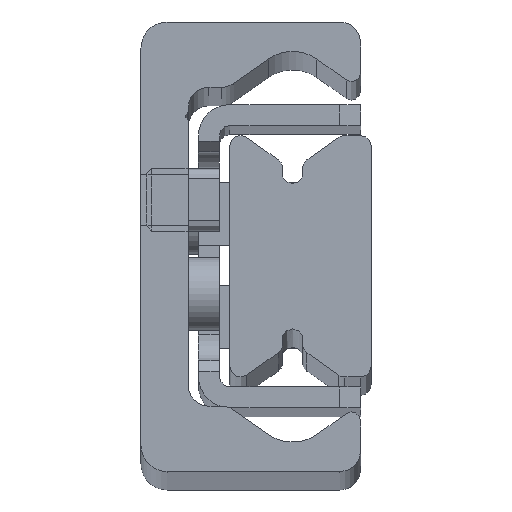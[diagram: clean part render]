
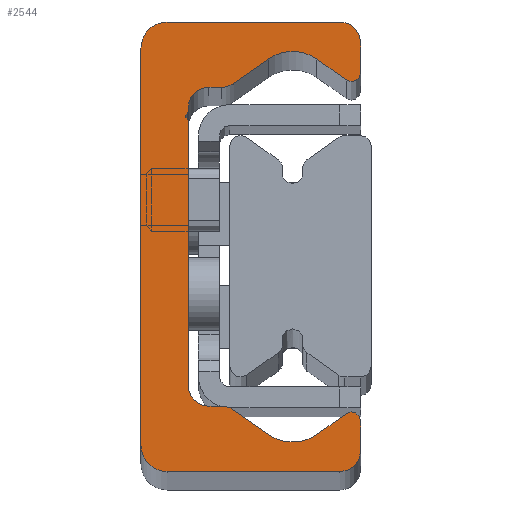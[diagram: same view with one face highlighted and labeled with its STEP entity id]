
A CAD part, top view. The second image highlights one B-rep face of the part: STEP entity #2544.
In plain terms, the highlighted planar face has unit normal (0, 0, 1).
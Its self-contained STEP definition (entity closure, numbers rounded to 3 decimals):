
#1478=CARTESIAN_POINT('',(2.499,0.,1010.0));
#1479=VERTEX_POINT('',#1478);
#1480=CARTESIAN_POINT('',(-0.001,2.5,1010.0));
#1481=VERTEX_POINT('',#1480);
#1482=CARTESIAN_POINT('',(2.499,2.5,1010.0));
#1483=DIRECTION('',(0.0,0.0,-1.0));
#1484=DIRECTION('',(-1.0,0.0,0.0));
#1485=AXIS2_PLACEMENT_3D('',#1482,#1483,#1484);
#1486=CIRCLE('',#1485,2.5);
#1487=EDGE_CURVE('',#1479,#1481,#1486,.T.);
#1520=CARTESIAN_POINT('',(-0.001,40.5,1010.0));
#1521=VERTEX_POINT('',#1520);
#1522=CARTESIAN_POINT('',(-0.001,2.5,1010.0));
#1523=DIRECTION('',(0.0,1.0,0.0));
#1524=VECTOR('',#1523,38.);
#1525=LINE('',#1522,#1524);
#1526=EDGE_CURVE('',#1481,#1521,#1525,.T.);
#1602=CARTESIAN_POINT('',(2.499,43.0,1010.0));
#1603=VERTEX_POINT('',#1602);
#1604=CARTESIAN_POINT('',(2.499,40.5,1010.0));
#1605=DIRECTION('',(0.0,0.0,-1.0));
#1606=DIRECTION('',(0.0,1.0,0.0));
#1607=AXIS2_PLACEMENT_3D('',#1604,#1605,#1606);
#1608=CIRCLE('',#1607,2.5);
#1609=EDGE_CURVE('',#1521,#1603,#1608,.T.);
#1635=CARTESIAN_POINT('',(18.999,43.0,1010.0));
#1636=VERTEX_POINT('',#1635);
#1637=CARTESIAN_POINT('',(2.499,43.0,1010.0));
#1638=DIRECTION('',(1.0,0.0,0.0));
#1639=VECTOR('',#1638,16.5);
#1640=LINE('',#1637,#1639);
#1641=EDGE_CURVE('',#1603,#1636,#1640,.T.);
#1666=CARTESIAN_POINT('',(20.999,41.0,1010.0));
#1667=VERTEX_POINT('',#1666);
#1668=CARTESIAN_POINT('',(18.999,41.0,1010.0));
#1669=DIRECTION('',(0.0,0.0,-1.0));
#1670=DIRECTION('',(1.0,0.0,0.0));
#1671=AXIS2_PLACEMENT_3D('',#1668,#1669,#1670);
#1672=CIRCLE('',#1671,2.);
#1673=EDGE_CURVE('',#1636,#1667,#1672,.T.);
#1699=CARTESIAN_POINT('',(20.999,38.15,1010.0));
#1700=VERTEX_POINT('',#1699);
#1701=CARTESIAN_POINT('',(20.999,41.0,1010.0));
#1702=DIRECTION('',(0.0,-1.0,0.0));
#1703=VECTOR('',#1702,2.85);
#1704=LINE('',#1701,#1703);
#1705=EDGE_CURVE('',#1667,#1700,#1704,.T.);
#1730=CARTESIAN_POINT('',(19.662,37.453,1010.0));
#1731=VERTEX_POINT('',#1730);
#1732=CARTESIAN_POINT('',(20.149,38.15,1010.0));
#1733=DIRECTION('',(0.0,0.0,-1.0));
#1734=DIRECTION('',(-0.574,-0.819,0.0));
#1735=AXIS2_PLACEMENT_3D('',#1732,#1733,#1734);
#1736=CIRCLE('',#1735,0.85);
#1737=EDGE_CURVE('',#1700,#1731,#1736,.T.);
#1763=CARTESIAN_POINT('',(16.794,39.462,1010.0));
#1764=VERTEX_POINT('',#1763);
#1765=CARTESIAN_POINT('',(19.662,37.453,1010.0));
#1766=DIRECTION('',(-0.819,0.574,0.0));
#1767=VECTOR('',#1766,3.501);
#1768=LINE('',#1765,#1767);
#1769=EDGE_CURVE('',#1731,#1764,#1768,.T.);
#1794=CARTESIAN_POINT('',(12.205,39.462,1010.0));
#1795=VERTEX_POINT('',#1794);
#1796=CARTESIAN_POINT('',(14.499,36.185,1010.0));
#1797=DIRECTION('',(0.0,0.0,1.0));
#1798=DIRECTION('',(-0.574,-0.819,0.0));
#1799=AXIS2_PLACEMENT_3D('',#1796,#1797,#1798);
#1800=CIRCLE('',#1799,4.);
#1801=EDGE_CURVE('',#1764,#1795,#1800,.T.);
#1827=CARTESIAN_POINT('',(8.849,37.112,1010.0));
#1828=VERTEX_POINT('',#1827);
#1829=CARTESIAN_POINT('',(12.205,39.462,1010.0));
#1830=DIRECTION('',(-0.819,-0.574,0.0));
#1831=VECTOR('',#1830,4.097);
#1832=LINE('',#1829,#1831);
#1833=EDGE_CURVE('',#1795,#1828,#1832,.T.);
#1858=CARTESIAN_POINT('',(7.702,36.75,1010.0));
#1859=VERTEX_POINT('',#1858);
#1860=CARTESIAN_POINT('',(7.702,38.75,1010.0));
#1861=DIRECTION('',(0.0,0.0,-1.0));
#1862=DIRECTION('',(0.0,-1.0,0.0));
#1863=AXIS2_PLACEMENT_3D('',#1860,#1861,#1862);
#1864=CIRCLE('',#1863,2.);
#1865=EDGE_CURVE('',#1828,#1859,#1864,.T.);
#1891=CARTESIAN_POINT('',(6.499,36.75,1010.0));
#1892=VERTEX_POINT('',#1891);
#1893=CARTESIAN_POINT('',(7.702,36.75,1010.0));
#1894=DIRECTION('',(-1.0,0.0,0.0));
#1895=VECTOR('',#1894,1.203);
#1896=LINE('',#1893,#1895);
#1897=EDGE_CURVE('',#1859,#1892,#1896,.T.);
#1922=CARTESIAN_POINT('',(4.499,34.75,1010.0));
#1923=VERTEX_POINT('',#1922);
#1924=CARTESIAN_POINT('',(6.499,34.75,1010.0));
#1925=DIRECTION('',(0.0,0.0,1.0));
#1926=DIRECTION('',(0.0,-1.0,0.0));
#1927=AXIS2_PLACEMENT_3D('',#1924,#1925,#1926);
#1928=CIRCLE('',#1927,2.0);
#1929=EDGE_CURVE('',#1892,#1923,#1928,.T.);
#1955=CARTESIAN_POINT('',(4.499,34.361,1010.0));
#1956=VERTEX_POINT('',#1955);
#1957=CARTESIAN_POINT('',(4.499,34.75,1010.0));
#1958=DIRECTION('',(0.0,-1.0,0.0));
#1959=VECTOR('',#1958,0.389);
#1960=LINE('',#1957,#1959);
#1961=EDGE_CURVE('',#1923,#1956,#1960,.T.);
#1986=CARTESIAN_POINT('',(4.411,34.234,1010.0));
#1987=VERTEX_POINT('',#1986);
#1988=CARTESIAN_POINT('',(4.363,34.361,1010.0));
#1989=DIRECTION('',(0.0,0.0,-1.));
#1990=DIRECTION('',(0.353,-0.936,0.0));
#1991=AXIS2_PLACEMENT_3D('',#1988,#1989,#1990);
#1992=CIRCLE('',#1991,0.136);
#1993=EDGE_CURVE('',#1956,#1987,#1992,.T.);
#2019=CARTESIAN_POINT('',(4.422,33.762,1010.0));
#2020=VERTEX_POINT('',#2019);
#2021=CARTESIAN_POINT('',(4.499,34.0,1010.0));
#2022=DIRECTION('',(0.0,0.0,1.0));
#2023=DIRECTION('',(0.353,-0.936,0.0));
#2024=AXIS2_PLACEMENT_3D('',#2021,#2022,#2023);
#2025=CIRCLE('',#2024,0.25);
#2026=EDGE_CURVE('',#1987,#2020,#2025,.T.);
#2052=CARTESIAN_POINT('',(4.499,33.656,1010.0));
#2053=VERTEX_POINT('',#2052);
#2054=CARTESIAN_POINT('',(4.387,33.656,1010.0));
#2055=DIRECTION('',(0.0,0.0,-1.0));
#2056=DIRECTION('',(1.0,0.0,0.0));
#2057=AXIS2_PLACEMENT_3D('',#2054,#2055,#2056);
#2058=CIRCLE('',#2057,0.112);
#2059=EDGE_CURVE('',#2020,#2053,#2058,.T.);
#2085=CARTESIAN_POINT('',(4.499,8.25,1010.0));
#2086=VERTEX_POINT('',#2085);
#2087=CARTESIAN_POINT('',(4.499,33.656,1010.0));
#2088=DIRECTION('',(0.0,-1.0,0.0));
#2089=VECTOR('',#2088,25.406);
#2090=LINE('',#2087,#2089);
#2091=EDGE_CURVE('',#2053,#2086,#2090,.T.);
#2167=CARTESIAN_POINT('',(6.499,6.25,1010.0));
#2168=VERTEX_POINT('',#2167);
#2169=CARTESIAN_POINT('',(6.499,8.25,1010.0));
#2170=DIRECTION('',(0.0,0.0,1.0));
#2171=DIRECTION('',(1.0,0.0,0.0));
#2172=AXIS2_PLACEMENT_3D('',#2169,#2170,#2171);
#2173=CIRCLE('',#2172,2.0);
#2174=EDGE_CURVE('',#2086,#2168,#2173,.T.);
#2200=CARTESIAN_POINT('',(7.702,6.25,1010.0));
#2201=VERTEX_POINT('',#2200);
#2202=CARTESIAN_POINT('',(6.499,6.25,1010.0));
#2203=DIRECTION('',(1.0,0.0,0.0));
#2204=VECTOR('',#2203,1.203);
#2205=LINE('',#2202,#2204);
#2206=EDGE_CURVE('',#2168,#2201,#2205,.T.);
#2231=CARTESIAN_POINT('',(8.849,5.888,1010.0));
#2232=VERTEX_POINT('',#2231);
#2233=CARTESIAN_POINT('',(7.702,4.25,1010.0));
#2234=DIRECTION('',(0.0,0.0,-1.0));
#2235=DIRECTION('',(0.574,0.819,0.0));
#2236=AXIS2_PLACEMENT_3D('',#2233,#2234,#2235);
#2237=CIRCLE('',#2236,2.);
#2238=EDGE_CURVE('',#2201,#2232,#2237,.T.);
#2264=CARTESIAN_POINT('',(12.205,3.538,1010.0));
#2265=VERTEX_POINT('',#2264);
#2266=CARTESIAN_POINT('',(8.849,5.888,1010.0));
#2267=DIRECTION('',(0.819,-0.574,0.0));
#2268=VECTOR('',#2267,4.097);
#2269=LINE('',#2266,#2268);
#2270=EDGE_CURVE('',#2232,#2265,#2269,.T.);
#2295=CARTESIAN_POINT('',(16.794,3.538,1010.0));
#2296=VERTEX_POINT('',#2295);
#2297=CARTESIAN_POINT('',(14.499,6.815,1010.0));
#2298=DIRECTION('',(0.0,0.0,1.0));
#2299=DIRECTION('',(0.574,0.819,0.0));
#2300=AXIS2_PLACEMENT_3D('',#2297,#2298,#2299);
#2301=CIRCLE('',#2300,4.);
#2302=EDGE_CURVE('',#2265,#2296,#2301,.T.);
#2328=CARTESIAN_POINT('',(19.662,5.547,1010.0));
#2329=VERTEX_POINT('',#2328);
#2330=CARTESIAN_POINT('',(16.794,3.538,1010.0));
#2331=DIRECTION('',(0.819,0.574,0.0));
#2332=VECTOR('',#2331,3.501);
#2333=LINE('',#2330,#2332);
#2334=EDGE_CURVE('',#2296,#2329,#2333,.T.);
#2359=CARTESIAN_POINT('',(20.999,4.85,1010.0));
#2360=VERTEX_POINT('',#2359);
#2361=CARTESIAN_POINT('',(20.149,4.85,1010.0));
#2362=DIRECTION('',(0.0,0.0,-1.0));
#2363=DIRECTION('',(1.0,0.0,0.0));
#2364=AXIS2_PLACEMENT_3D('',#2361,#2362,#2363);
#2365=CIRCLE('',#2364,0.85);
#2366=EDGE_CURVE('',#2329,#2360,#2365,.T.);
#2392=CARTESIAN_POINT('',(20.999,2.,1010.0));
#2393=VERTEX_POINT('',#2392);
#2394=CARTESIAN_POINT('',(20.999,4.85,1010.0));
#2395=DIRECTION('',(0.0,-1.0,0.0));
#2396=VECTOR('',#2395,2.85);
#2397=LINE('',#2394,#2396);
#2398=EDGE_CURVE('',#2360,#2393,#2397,.T.);
#2423=CARTESIAN_POINT('',(18.999,0.,1010.0));
#2424=VERTEX_POINT('',#2423);
#2425=CARTESIAN_POINT('',(18.999,2.,1010.0));
#2426=DIRECTION('',(0.0,0.0,-1.0));
#2427=DIRECTION('',(0.0,-1.0,0.0));
#2428=AXIS2_PLACEMENT_3D('',#2425,#2426,#2427);
#2429=CIRCLE('',#2428,2.);
#2430=EDGE_CURVE('',#2393,#2424,#2429,.T.);
#2456=CARTESIAN_POINT('',(18.999,0.,1010.0));
#2457=DIRECTION('',(-1.0,0.0,0.0));
#2458=VECTOR('',#2457,16.5);
#2459=LINE('',#2456,#2458);
#2460=EDGE_CURVE('',#2424,#1479,#2459,.T.);
#2509=CARTESIAN_POINT('',(7.822,21.517,1010.0));
#2510=DIRECTION('',(0.0,0.0,1.0));
#2511=DIRECTION('',(1.0,0.0,0.0));
#2512=AXIS2_PLACEMENT_3D('',#2509,#2510,#2511);
#2513=PLANE('',#2512);
#2514=ORIENTED_EDGE('',*,*,#1487,.F.);
#2515=ORIENTED_EDGE('',*,*,#2460,.F.);
#2516=ORIENTED_EDGE('',*,*,#2430,.F.);
#2517=ORIENTED_EDGE('',*,*,#2398,.F.);
#2518=ORIENTED_EDGE('',*,*,#2366,.F.);
#2519=ORIENTED_EDGE('',*,*,#2334,.F.);
#2520=ORIENTED_EDGE('',*,*,#2302,.F.);
#2521=ORIENTED_EDGE('',*,*,#2270,.F.);
#2522=ORIENTED_EDGE('',*,*,#2238,.F.);
#2523=ORIENTED_EDGE('',*,*,#2206,.F.);
#2524=ORIENTED_EDGE('',*,*,#2174,.F.);
#2525=ORIENTED_EDGE('',*,*,#2091,.F.);
#2526=ORIENTED_EDGE('',*,*,#2059,.F.);
#2527=ORIENTED_EDGE('',*,*,#2026,.F.);
#2528=ORIENTED_EDGE('',*,*,#1993,.F.);
#2529=ORIENTED_EDGE('',*,*,#1961,.F.);
#2530=ORIENTED_EDGE('',*,*,#1929,.F.);
#2531=ORIENTED_EDGE('',*,*,#1897,.F.);
#2532=ORIENTED_EDGE('',*,*,#1865,.F.);
#2533=ORIENTED_EDGE('',*,*,#1833,.F.);
#2534=ORIENTED_EDGE('',*,*,#1801,.F.);
#2535=ORIENTED_EDGE('',*,*,#1769,.F.);
#2536=ORIENTED_EDGE('',*,*,#1737,.F.);
#2537=ORIENTED_EDGE('',*,*,#1705,.F.);
#2538=ORIENTED_EDGE('',*,*,#1673,.F.);
#2539=ORIENTED_EDGE('',*,*,#1641,.F.);
#2540=ORIENTED_EDGE('',*,*,#1609,.F.);
#2541=ORIENTED_EDGE('',*,*,#1526,.F.);
#2542=EDGE_LOOP('',(#2514,#2515,#2516,#2517,#2518,#2519,#2520,#2521,#2522,#2523,#2524,#2525,#2526,#2527,#2528,#2529,#2530,#2531,#2532,#2533,#2534,#2535,#2536,#2537,#2538,#2539,#2540,#2541));
#2543=FACE_OUTER_BOUND('',#2542,.T.);
#2544=ADVANCED_FACE('',(#2543),#2513,.T.);
